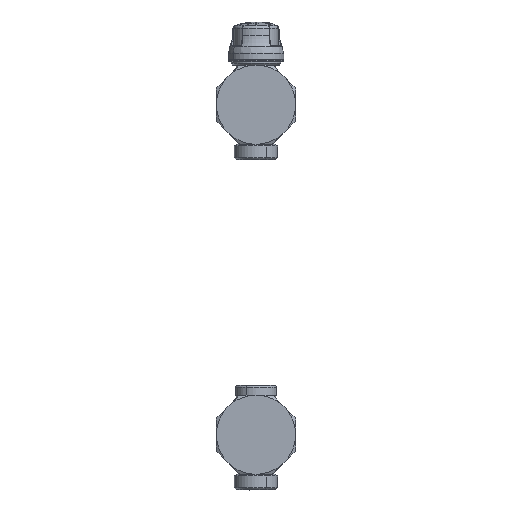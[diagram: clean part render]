
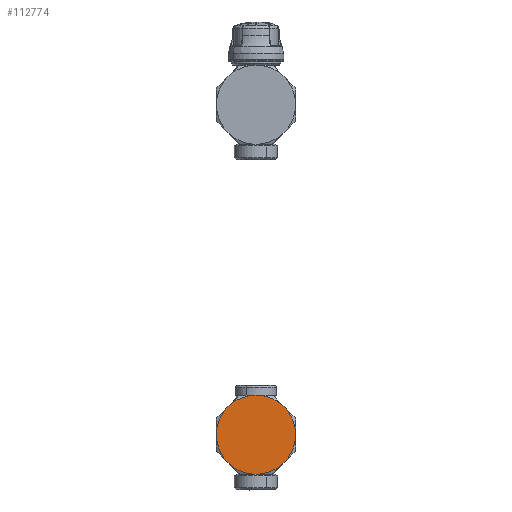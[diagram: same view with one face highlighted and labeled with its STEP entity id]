
A CAD part, front view. The second image highlights one B-rep face of the part: STEP entity #112774.
In plain terms, the highlighted planar face has unit normal (0, -1, 0).
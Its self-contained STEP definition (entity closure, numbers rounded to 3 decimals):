
#112687=CARTESIAN_POINT('Axis2P3D Location',(0.,-100.,-24.)) ;
#112692=CARTESIAN_POINT('Axis2P3D Location',(0.,-100.,0.)) ;
#112696=CARTESIAN_POINT('Vertex',(0.,-100.,24.)) ;
#112698=CARTESIAN_POINT('Vertex',(-11.506,-100.,21.062)) ;
#112701=CARTESIAN_POINT('Axis2P3D Location',(0.,-100.,0.)) ;
#112705=CARTESIAN_POINT('Vertex',(-16.971,-100.,16.971)) ;
#112708=CARTESIAN_POINT('Axis2P3D Location',(0.,-100.,0.)) ;
#112712=CARTESIAN_POINT('Vertex',(-24.,-100.,0.)) ;
#112715=CARTESIAN_POINT('Axis2P3D Location',(0.,-100.,0.)) ;
#112719=CARTESIAN_POINT('Vertex',(-16.971,-100.,-16.971)) ;
#112722=CARTESIAN_POINT('Axis2P3D Location',(0.,-100.,0.)) ;
#112726=CARTESIAN_POINT('Vertex',(0.,-100.,-24.)) ;
#112729=CARTESIAN_POINT('Axis2P3D Location',(0.,-100.,0.)) ;
#112733=CARTESIAN_POINT('Vertex',(11.506,-100.,-21.062)) ;
#112736=CARTESIAN_POINT('Axis2P3D Location',(0.,-100.,0.)) ;
#112740=CARTESIAN_POINT('Vertex',(16.971,-100.,-16.971)) ;
#112743=CARTESIAN_POINT('Axis2P3D Location',(0.,-100.,0.)) ;
#112747=CARTESIAN_POINT('Vertex',(24.,-100.,0.)) ;
#112750=CARTESIAN_POINT('Axis2P3D Location',(0.,-100.,0.)) ;
#112754=CARTESIAN_POINT('Vertex',(16.971,-100.,16.971)) ;
#112757=CARTESIAN_POINT('Axis2P3D Location',(0.,-100.,0.)) ;
#112688=DIRECTION('Axis2P3D Direction',(0.,-1.,0.)) ;
#112689=DIRECTION('Axis2P3D XDirection',(1.,0.,0.)) ;
#112693=DIRECTION('Axis2P3D Direction',(0.,-1.,0.)) ;
#112702=DIRECTION('Axis2P3D Direction',(0.,-1.,0.)) ;
#112709=DIRECTION('Axis2P3D Direction',(0.,-1.,0.)) ;
#112716=DIRECTION('Axis2P3D Direction',(0.,-1.,0.)) ;
#112723=DIRECTION('Axis2P3D Direction',(0.,-1.,0.)) ;
#112730=DIRECTION('Axis2P3D Direction',(0.,-1.,0.)) ;
#112737=DIRECTION('Axis2P3D Direction',(0.,-1.,0.)) ;
#112744=DIRECTION('Axis2P3D Direction',(0.,-1.,0.)) ;
#112751=DIRECTION('Axis2P3D Direction',(0.,-1.,0.)) ;
#112758=DIRECTION('Axis2P3D Direction',(0.,-1.,0.)) ;
#112690=AXIS2_PLACEMENT_3D('Plane Axis2P3D',#112687,#112688,#112689) ;
#112694=AXIS2_PLACEMENT_3D('Circle Axis2P3D',#112692,#112693,$) ;
#112703=AXIS2_PLACEMENT_3D('Circle Axis2P3D',#112701,#112702,$) ;
#112710=AXIS2_PLACEMENT_3D('Circle Axis2P3D',#112708,#112709,$) ;
#112717=AXIS2_PLACEMENT_3D('Circle Axis2P3D',#112715,#112716,$) ;
#112724=AXIS2_PLACEMENT_3D('Circle Axis2P3D',#112722,#112723,$) ;
#112731=AXIS2_PLACEMENT_3D('Circle Axis2P3D',#112729,#112730,$) ;
#112738=AXIS2_PLACEMENT_3D('Circle Axis2P3D',#112736,#112737,$) ;
#112745=AXIS2_PLACEMENT_3D('Circle Axis2P3D',#112743,#112744,$) ;
#112752=AXIS2_PLACEMENT_3D('Circle Axis2P3D',#112750,#112751,$) ;
#112759=AXIS2_PLACEMENT_3D('Circle Axis2P3D',#112757,#112758,$) ;
#112695=CIRCLE('generated circle',#112694,24.) ;
#112704=CIRCLE('generated circle',#112703,24.) ;
#112711=CIRCLE('generated circle',#112710,24.) ;
#112718=CIRCLE('generated circle',#112717,24.) ;
#112725=CIRCLE('generated circle',#112724,24.) ;
#112732=CIRCLE('generated circle',#112731,24.) ;
#112739=CIRCLE('generated circle',#112738,24.) ;
#112746=CIRCLE('generated circle',#112745,24.) ;
#112753=CIRCLE('generated circle',#112752,24.) ;
#112760=CIRCLE('generated circle',#112759,24.) ;
#112691=PLANE('',#112690) ;
#112700=EDGE_CURVE('',#112697,#112699,#112695,.T.) ;
#112707=EDGE_CURVE('',#112699,#112706,#112704,.T.) ;
#112714=EDGE_CURVE('',#112706,#112713,#112711,.T.) ;
#112721=EDGE_CURVE('',#112713,#112720,#112718,.T.) ;
#112728=EDGE_CURVE('',#112720,#112727,#112725,.T.) ;
#112735=EDGE_CURVE('',#112727,#112734,#112732,.T.) ;
#112742=EDGE_CURVE('',#112734,#112741,#112739,.T.) ;
#112749=EDGE_CURVE('',#112741,#112748,#112746,.T.) ;
#112756=EDGE_CURVE('',#112748,#112755,#112753,.T.) ;
#112761=EDGE_CURVE('',#112755,#112697,#112760,.T.) ;
#112763=ORIENTED_EDGE('',*,*,#112700,.T.) ;
#112764=ORIENTED_EDGE('',*,*,#112707,.T.) ;
#112765=ORIENTED_EDGE('',*,*,#112714,.T.) ;
#112766=ORIENTED_EDGE('',*,*,#112721,.T.) ;
#112767=ORIENTED_EDGE('',*,*,#112728,.T.) ;
#112768=ORIENTED_EDGE('',*,*,#112735,.T.) ;
#112769=ORIENTED_EDGE('',*,*,#112742,.T.) ;
#112770=ORIENTED_EDGE('',*,*,#112749,.T.) ;
#112771=ORIENTED_EDGE('',*,*,#112756,.T.) ;
#112772=ORIENTED_EDGE('',*,*,#112761,.T.) ;
#112762=EDGE_LOOP('',(#112763,#112764,#112765,#112766,#112767,#112768,#112769,#112770,#112771,#112772)) ;
#112697=VERTEX_POINT('',#112696) ;
#112699=VERTEX_POINT('',#112698) ;
#112706=VERTEX_POINT('',#112705) ;
#112713=VERTEX_POINT('',#112712) ;
#112720=VERTEX_POINT('',#112719) ;
#112727=VERTEX_POINT('',#112726) ;
#112734=VERTEX_POINT('',#112733) ;
#112741=VERTEX_POINT('',#112740) ;
#112748=VERTEX_POINT('',#112747) ;
#112755=VERTEX_POINT('',#112754) ;
#112774=ADVANCED_FACE('PartBody',(#112773),#112691,.T.) ;
#112773=FACE_OUTER_BOUND('',#112762,.T.) ;
